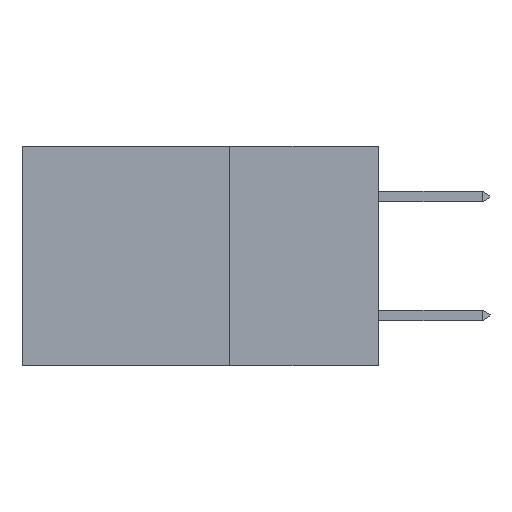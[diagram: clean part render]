
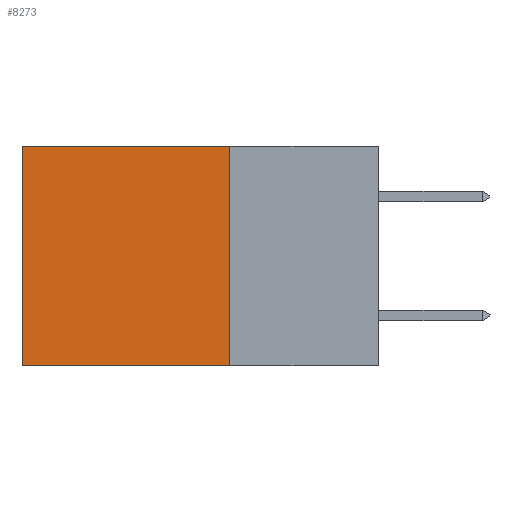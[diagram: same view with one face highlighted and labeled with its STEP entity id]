
A CAD part, left-side view. The second image highlights one B-rep face of the part: STEP entity #8273.
In plain terms, the highlighted planar face has unit normal (-1, 0, 0).
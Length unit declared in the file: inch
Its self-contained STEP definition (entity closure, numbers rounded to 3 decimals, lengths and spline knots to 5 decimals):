
#92 = CARTESIAN_POINT ( 'NONE',  ( 0.2615, 0.25, -0.37 ) ) ;
#279 = DIRECTION ( 'NONE',  ( 0., 0., -1. ) ) ;
#320 = EDGE_CURVE ( 'NONE', #8978, #2610, #5600, .T. ) ;
#387 = DIRECTION ( 'NONE',  ( 0., 0., -1. ) ) ;
#1862 = ORIENTED_EDGE ( 'NONE', *, *, #10992, .T. ) ;
#2026 = LINE ( 'NONE', #2141, #5180 ) ;
#2030 = PLANE ( 'NONE',  #7625 ) ;
#2115 = VERTEX_POINT ( 'NONE', #5471 ) ;
#2141 = CARTESIAN_POINT ( 'NONE',  ( 0.2615, 0.6, -0.37 ) ) ;
#2329 = LINE ( 'NONE', #2539, #10828 ) ;
#2463 = EDGE_CURVE ( 'NONE', #2115, #8640, #2026, .T. ) ;
#2539 = CARTESIAN_POINT ( 'NONE',  ( 0.2615, 0.25, -0.37 ) ) ;
#2610 = VERTEX_POINT ( 'NONE', #3093 ) ;
#3093 = CARTESIAN_POINT ( 'NONE',  ( 0.2615, 0.25, -0.37 ) ) ;
#3722 = ORIENTED_EDGE ( 'NONE', *, *, #320, .F. ) ;
#3734 = ORIENTED_EDGE ( 'NONE', *, *, #9342, .F. ) ;
#3949 = VECTOR ( 'NONE', #9729, 39.37008 ) ;
#4200 = VECTOR ( 'NONE', #7419, 39.37008 ) ;
#4291 = FACE_OUTER_BOUND ( 'NONE', #6883, .T. ) ;
#5180 = VECTOR ( 'NONE', #387, 39.37008 ) ;
#5471 = CARTESIAN_POINT ( 'NONE',  ( 0.2615, 0.6, 0. ) ) ;
#5543 = DIRECTION ( 'NONE',  ( 1., 0., 0. ) ) ;
#5600 = LINE ( 'NONE', #92, #3949 ) ;
#6278 = CARTESIAN_POINT ( 'NONE',  ( 0.2615, 0.25, 0. ) ) ;
#6883 = EDGE_LOOP ( 'NONE', ( #8966, #3734, #3722, #1862 ) ) ;
#7419 = DIRECTION ( 'NONE',  ( 0., 1., 0. ) ) ;
#7625 = AXIS2_PLACEMENT_3D ( 'NONE', #8175, #5543, #279 ) ;
#8077 = CARTESIAN_POINT ( 'NONE',  ( 0.2615, 0.6, -0.37 ) ) ;
#8175 = CARTESIAN_POINT ( 'NONE',  ( 0.2615, 0.25, -0.37 ) ) ;
#8273 = ADVANCED_FACE ( 'NONE', ( #4291 ), #2030, .F. ) ;
#8640 = VERTEX_POINT ( 'NONE', #8077 ) ;
#8966 = ORIENTED_EDGE ( 'NONE', *, *, #2463, .T. ) ;
#8978 = VERTEX_POINT ( 'NONE', #6278 ) ;
#9342 = EDGE_CURVE ( 'NONE', #2610, #8640, #2329, .T. ) ;
#9729 = DIRECTION ( 'NONE',  ( 0., 0., -1. ) ) ;
#9992 = CARTESIAN_POINT ( 'NONE',  ( 0.2615, 0.25, 0. ) ) ;
#10111 = LINE ( 'NONE', #9992, #4200 ) ;
#10468 = DIRECTION ( 'NONE',  ( 0., 1., 0. ) ) ;
#10828 = VECTOR ( 'NONE', #10468, 39.37008 ) ;
#10992 = EDGE_CURVE ( 'NONE', #8978, #2115, #10111, .T. ) ;
